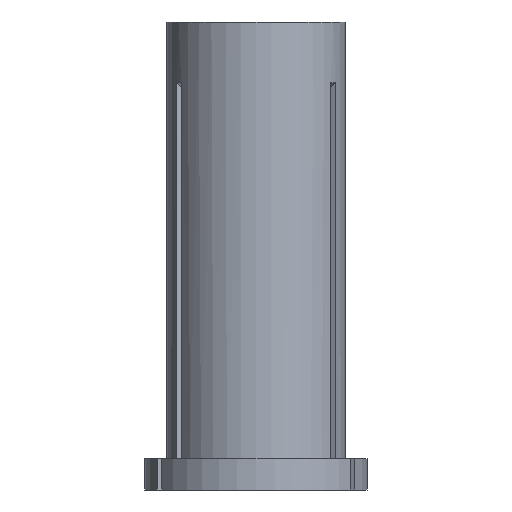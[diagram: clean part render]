
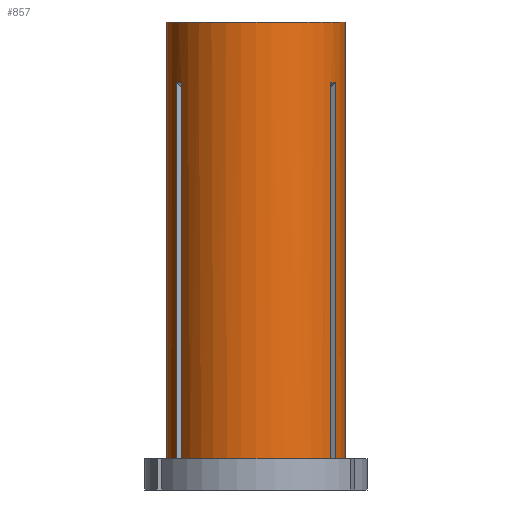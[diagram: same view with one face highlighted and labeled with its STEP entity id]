
A CAD part, front view. The second image highlights one B-rep face of the part: STEP entity #857.
In plain terms, the highlighted cylindrical face has radius 10 mm (diameter 20 mm), a partial arc.
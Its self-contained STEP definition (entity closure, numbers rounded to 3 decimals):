
#4 = EDGE_CURVE ( 'NONE', #1065, #971, #911, .T. ) ;
#8 = CARTESIAN_POINT ( 'NONE',  ( 8.899, -4.561, 0. ) ) ;
#14 = DIRECTION ( 'NONE',  ( 0., 0., 1. ) ) ;
#19 = CARTESIAN_POINT ( 'NONE',  ( -8.49, -5.286, -6.812 ) ) ;
#34 = CARTESIAN_POINT ( 'NONE',  ( 8.399, -5.427, 0. ) ) ;
#40 = DIRECTION ( 'NONE',  ( 0., 0., 1. ) ) ;
#44 = CARTESIAN_POINT ( 'NONE',  ( -8.399, -5.427, -6.817 ) ) ;
#56 = CARTESIAN_POINT ( 'NONE',  ( 8.899, -4.561, -6.817 ) ) ;
#67 = CARTESIAN_POINT ( 'NONE',  ( 8.399, -5.427, -49. ) ) ;
#88 = EDGE_CURVE ( 'NONE', #296, #1045, #1108, .T. ) ;
#94 = ORIENTED_EDGE ( 'NONE', *, *, #1049, .F. ) ;
#110 = ORIENTED_EDGE ( 'NONE', *, *, #1025, .T. ) ;
#132 = EDGE_CURVE ( 'NONE', #612, #766, #861, .T. ) ;
#141 = ORIENTED_EDGE ( 'NONE', *, *, #477, .T. ) ;
#148 = AXIS2_PLACEMENT_3D ( 'NONE', #268, #903, #153 ) ;
#153 = DIRECTION ( 'NONE',  ( 1., 0., 0. ) ) ;
#155 = CARTESIAN_POINT ( 'NONE',  ( -10., 0., -49. ) ) ;
#168 = CARTESIAN_POINT ( 'NONE',  ( 8.664, -5.002, -6.806 ) ) ;
#177 = DIRECTION ( 'NONE',  ( 1., 0., 0. ) ) ;
#180 = B_SPLINE_CURVE_WITH_KNOTS ( 'NONE', 3,
 ( #386, #571, #168, #870, #1042 ),
 .UNSPECIFIED., .F., .F.,
 ( 4, 1, 4 ),
 ( 0.064, 0.065, 0.065 ),
 .UNSPECIFIED. ) ;
#186 = DIRECTION ( 'NONE',  ( 0., 0., 1. ) ) ;
#191 = AXIS2_PLACEMENT_3D ( 'NONE', #850, #707, #981 ) ;
#203 = CARTESIAN_POINT ( 'NONE',  ( -8.399, -5.427, -6.817 ) ) ;
#268 = CARTESIAN_POINT ( 'NONE',  ( 0., 0., 0. ) ) ;
#277 = VERTEX_POINT ( 'NONE', #155 ) ;
#283 = DIRECTION ( 'NONE',  ( 0., 0., 1. ) ) ;
#291 = CARTESIAN_POINT ( 'NONE',  ( -8.899, -4.561, -49. ) ) ;
#296 = VERTEX_POINT ( 'NONE', #699 ) ;
#311 = CARTESIAN_POINT ( 'NONE',  ( -8.899, -4.561, 0. ) ) ;
#356 = ORIENTED_EDGE ( 'NONE', *, *, #690, .F. ) ;
#371 = DIRECTION ( 'NONE',  ( 0., 0., 1. ) ) ;
#386 = CARTESIAN_POINT ( 'NONE',  ( 8.399, -5.427, -6.817 ) ) ;
#421 = CIRCLE ( 'NONE', #561, 10. ) ;
#424 = VECTOR ( 'NONE', #742, 1000. ) ;
#429 = CIRCLE ( 'NONE', #191, 10. ) ;
#436 = EDGE_CURVE ( 'NONE', #277, #671, #678, .T. ) ;
#438 = CARTESIAN_POINT ( 'NONE',  ( 8.399, -5.427, -6.817 ) ) ;
#439 = LINE ( 'NONE', #473, #424 ) ;
#442 = VECTOR ( 'NONE', #283, 1000. ) ;
#464 = CARTESIAN_POINT ( 'NONE',  ( -10., 0., 0. ) ) ;
#470 = CARTESIAN_POINT ( 'NONE',  ( 0., 0., -49. ) ) ;
#473 = CARTESIAN_POINT ( 'NONE',  ( -8.399, -5.427, 0. ) ) ;
#477 = EDGE_CURVE ( 'NONE', #971, #766, #180, .T. ) ;
#479 = LINE ( 'NONE', #819, #442 ) ;
#486 = DIRECTION ( 'NONE',  ( 1., 0., 0. ) ) ;
#490 = CYLINDRICAL_SURFACE ( 'NONE', #148, 10. ) ;
#491 = CARTESIAN_POINT ( 'NONE',  ( 8.899, -4.561, -49. ) ) ;
#495 = EDGE_CURVE ( 'NONE', #671, #296, #683, .T. ) ;
#497 = FACE_OUTER_BOUND ( 'NONE', #945, .T. ) ;
#558 = CIRCLE ( 'NONE', #893, 10. ) ;
#561 = AXIS2_PLACEMENT_3D ( 'NONE', #470, #40, #177 ) ;
#565 = CARTESIAN_POINT ( 'NONE',  ( 0., 0., -49. ) ) ;
#571 = CARTESIAN_POINT ( 'NONE',  ( 8.49, -5.287, -6.812 ) ) ;
#575 = DIRECTION ( 'NONE',  ( 0., 0., 1. ) ) ;
#581 = DIRECTION ( 'NONE',  ( 0., 0., 1. ) ) ;
#583 = VECTOR ( 'NONE', #186, 1000. ) ;
#602 = LINE ( 'NONE', #642, #583 ) ;
#612 = VERTEX_POINT ( 'NONE', #491 ) ;
#642 = CARTESIAN_POINT ( 'NONE',  ( -10., 0., 0. ) ) ;
#658 = EDGE_CURVE ( 'NONE', #277, #1012, #602, .T. ) ;
#661 = VECTOR ( 'NONE', #581, 1000. ) ;
#671 = VERTEX_POINT ( 'NONE', #291 ) ;
#678 = CIRCLE ( 'NONE', #696, 10. ) ;
#683 = LINE ( 'NONE', #311, #661 ) ;
#688 = ORIENTED_EDGE ( 'NONE', *, *, #4, .T. ) ;
#690 = EDGE_CURVE ( 'NONE', #1012, #987, #558, .T. ) ;
#696 = AXIS2_PLACEMENT_3D ( 'NONE', #565, #575, #486 ) ;
#699 = CARTESIAN_POINT ( 'NONE',  ( -8.899, -4.561, -6.817 ) ) ;
#707 = DIRECTION ( 'NONE',  ( 0., 0., 1. ) ) ;
#720 = ORIENTED_EDGE ( 'NONE', *, *, #658, .F. ) ;
#736 = CARTESIAN_POINT ( 'NONE',  ( 10., 0., -49. ) ) ;
#742 = DIRECTION ( 'NONE',  ( 0., 0., 1. ) ) ;
#766 = VERTEX_POINT ( 'NONE', #56 ) ;
#767 = ORIENTED_EDGE ( 'NONE', *, *, #88, .T. ) ;
#769 = CARTESIAN_POINT ( 'NONE',  ( 10., 0., 0. ) ) ;
#774 = DIRECTION ( 'NONE',  ( 1., 0., 0. ) ) ;
#800 = ORIENTED_EDGE ( 'NONE', *, *, #495, .T. ) ;
#819 = CARTESIAN_POINT ( 'NONE',  ( 10., 0., 0. ) ) ;
#822 = VECTOR ( 'NONE', #371, 1000. ) ;
#850 = CARTESIAN_POINT ( 'NONE',  ( 0., 0., -49. ) ) ;
#857 = ADVANCED_FACE ( 'NONE', ( #497 ), #490, .T. ) ;
#861 = LINE ( 'NONE', #8, #822 ) ;
#865 = CARTESIAN_POINT ( 'NONE',  ( -8.399, -5.427, -49. ) ) ;
#870 = CARTESIAN_POINT ( 'NONE',  ( 8.823, -4.709, -6.812 ) ) ;
#876 = CARTESIAN_POINT ( 'NONE',  ( -8.824, -4.708, -6.812 ) ) ;
#889 = VERTEX_POINT ( 'NONE', #736 ) ;
#893 = AXIS2_PLACEMENT_3D ( 'NONE', #1090, #14, #774 ) ;
#903 = DIRECTION ( 'NONE',  ( 0., 0., 1. ) ) ;
#910 = VECTOR ( 'NONE', #1133, 1000. ) ;
#911 = LINE ( 'NONE', #34, #910 ) ;
#920 = CARTESIAN_POINT ( 'NONE',  ( -8.744, -4.854, -6.809 ) ) ;
#945 = EDGE_LOOP ( 'NONE', ( #720, #1015, #800, #767, #94, #968, #688, #141, #1028, #999, #110, #356 ) ) ;
#968 = ORIENTED_EDGE ( 'NONE', *, *, #1072, .T. ) ;
#971 = VERTEX_POINT ( 'NONE', #438 ) ;
#981 = DIRECTION ( 'NONE',  ( 1., 0., 0. ) ) ;
#987 = VERTEX_POINT ( 'NONE', #769 ) ;
#999 = ORIENTED_EDGE ( 'NONE', *, *, #1038, .T. ) ;
#1009 = CARTESIAN_POINT ( 'NONE',  ( -8.578, -5.143, -6.809 ) ) ;
#1012 = VERTEX_POINT ( 'NONE', #464 ) ;
#1015 = ORIENTED_EDGE ( 'NONE', *, *, #436, .T. ) ;
#1025 = EDGE_CURVE ( 'NONE', #889, #987, #479, .T. ) ;
#1028 = ORIENTED_EDGE ( 'NONE', *, *, #132, .F. ) ;
#1038 = EDGE_CURVE ( 'NONE', #612, #889, #429, .T. ) ;
#1040 = VERTEX_POINT ( 'NONE', #865 ) ;
#1042 = CARTESIAN_POINT ( 'NONE',  ( 8.899, -4.561, -6.817 ) ) ;
#1045 = VERTEX_POINT ( 'NONE', #44 ) ;
#1049 = EDGE_CURVE ( 'NONE', #1040, #1045, #439, .T. ) ;
#1065 = VERTEX_POINT ( 'NONE', #67 ) ;
#1072 = EDGE_CURVE ( 'NONE', #1040, #1065, #421, .T. ) ;
#1090 = CARTESIAN_POINT ( 'NONE',  ( 0., 0., 0. ) ) ;
#1103 = CARTESIAN_POINT ( 'NONE',  ( -8.899, -4.561, -6.817 ) ) ;
#1108 = B_SPLINE_CURVE_WITH_KNOTS ( 'NONE', 3,
 ( #1103, #876, #920, #1009, #19, #203 ),
 .UNSPECIFIED., .F., .F.,
 ( 4, 2, 4 ),
 ( 0.059, 0.059, 0.06 ),
 .UNSPECIFIED. ) ;
#1133 = DIRECTION ( 'NONE',  ( 0., 0., 1. ) ) ;
